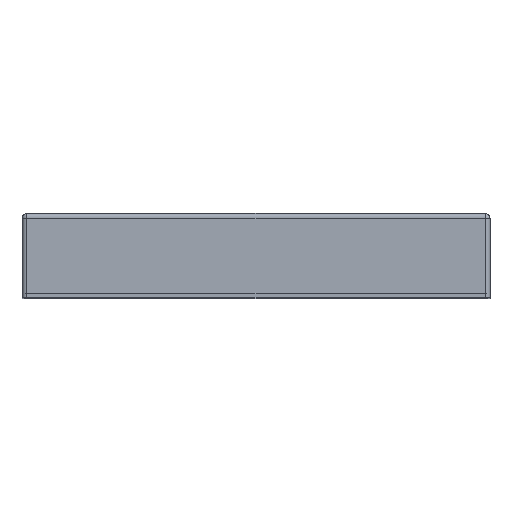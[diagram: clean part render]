
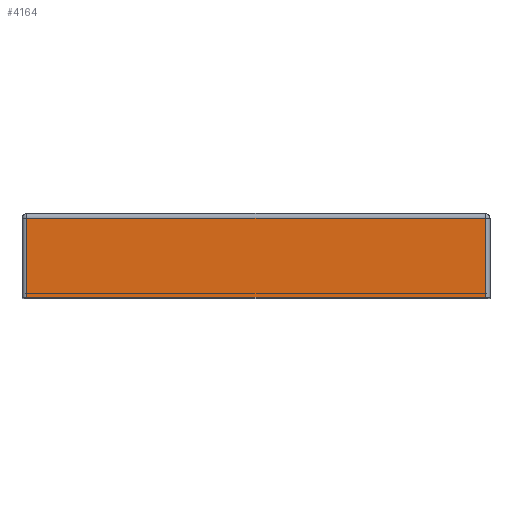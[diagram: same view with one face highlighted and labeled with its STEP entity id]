
A CAD part, top view. The second image highlights one B-rep face of the part: STEP entity #4164.
In plain terms, the highlighted planar face has unit normal (0, 0, 1).
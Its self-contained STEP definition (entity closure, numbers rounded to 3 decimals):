
#130=PLANE('',#4561);
#405=FACE_OUTER_BOUND('',#689,.T.);
#689=EDGE_LOOP('',(#3270,#3271,#3272,#3273));
#1035=LINE('',#6742,#1371);
#1042=LINE('',#6774,#1378);
#1048=LINE('',#6789,#1384);
#1052=LINE('',#6800,#1388);
#1371=VECTOR('',#5379,10.);
#1378=VECTOR('',#5420,2.);
#1384=VECTOR('',#5436,10.);
#1388=VECTOR('',#5450,10.);
#2028=VERTEX_POINT('',#6739);
#2029=VERTEX_POINT('',#6741);
#2037=VERTEX_POINT('',#6772);
#2041=VERTEX_POINT('',#6788);
#2476=EDGE_CURVE('',#2028,#2029,#1035,.T.);
#2493=EDGE_CURVE('',#2028,#2037,#1042,.T.);
#2500=EDGE_CURVE('',#2029,#2041,#1048,.T.);
#2506=EDGE_CURVE('',#2041,#2037,#1052,.T.);
#3270=ORIENTED_EDGE('',*,*,#2476,.F.);
#3271=ORIENTED_EDGE('',*,*,#2493,.T.);
#3272=ORIENTED_EDGE('',*,*,#2506,.F.);
#3273=ORIENTED_EDGE('',*,*,#2500,.F.);
#4164=ADVANCED_FACE('',(#405),#130,.T.);
#4561=AXIS2_PLACEMENT_3D('',#6799,#5448,#5449);
#5379=DIRECTION('',(1.,0.,0.));
#5420=DIRECTION('',(0.,-1.,0.));
#5436=DIRECTION('',(0.,-1.,0.));
#5448=DIRECTION('center_axis',(0.,0.,1.));
#5449=DIRECTION('ref_axis',(1.,0.,0.));
#5450=DIRECTION('',(-1.,0.,0.));
#6739=CARTESIAN_POINT('',(-188.47,33.5,29.2));
#6741=CARTESIAN_POINT('',(11.93,33.5,29.2));
#6742=CARTESIAN_POINT('',(-145.,33.5,29.2));
#6772=CARTESIAN_POINT('',(-188.47,-1.167,29.2));
#6774=CARTESIAN_POINT('',(-188.47,11.,29.2));
#6788=CARTESIAN_POINT('',(11.93,-1.167,29.2));
#6789=CARTESIAN_POINT('',(11.93,11.,29.2));
#6799=CARTESIAN_POINT('Origin',(-200.,11.,29.2));
#6800=CARTESIAN_POINT('',(-144.135,-1.167,29.2));
